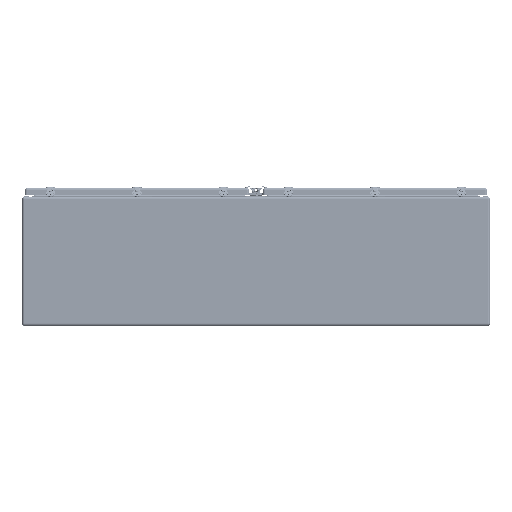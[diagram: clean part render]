
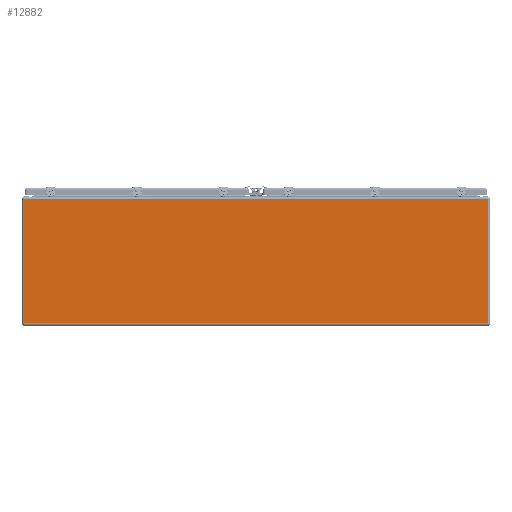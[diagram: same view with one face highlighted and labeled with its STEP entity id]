
A CAD part, front view. The second image highlights one B-rep face of the part: STEP entity #12882.
In plain terms, the highlighted face is planar.
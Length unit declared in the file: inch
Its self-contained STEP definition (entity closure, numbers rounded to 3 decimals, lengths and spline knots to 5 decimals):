
#1218=LINE($,#20459,#1823);
#1219=LINE($,#20461,#1824);
#1220=LINE($,#20463,#1825);
#1221=LINE($,#20464,#1826);
#1823=VECTOR($,#16148,19.2705);
#1824=VECTOR($,#16149,71.75);
#1825=VECTOR($,#16150,19.2705);
#1826=VECTOR($,#16151,71.75);
#3610=FACE_OUTER_BOUND($,#4530,.T.);
#4530=EDGE_LOOP($,(#9560,#9561,#9562,#9563));
#6665=VERTEX_POINT($,#20457);
#6666=VERTEX_POINT($,#20458);
#6667=VERTEX_POINT($,#20460);
#6668=VERTEX_POINT($,#20462);
#7831=EDGE_CURVE($,#6665,#6666,#1218,.T.);
#7832=EDGE_CURVE($,#6667,#6665,#1219,.T.);
#7833=EDGE_CURVE($,#6668,#6667,#1220,.T.);
#7834=EDGE_CURVE($,#6666,#6668,#1221,.T.);
#9560=ORIENTED_EDGE($,*,*,#7831,.F.);
#9561=ORIENTED_EDGE($,*,*,#7832,.F.);
#9562=ORIENTED_EDGE($,*,*,#7833,.F.);
#9563=ORIENTED_EDGE($,*,*,#7834,.F.);
#12573=PLANE($,#13935);
#12882=ADVANCED_FACE($,(#3610),#12573,.T.);
#13935=AXIS2_PLACEMENT_3D($,#20456,#16146,#16147);
#16146=DIRECTION('center_axis',(0.,0.,1.));
#16147=DIRECTION('ref_axis',(1.,0.,0.));
#16148=DIRECTION($,(0.,-1.,0.));
#16149=DIRECTION($,(1.,0.,0.));
#16150=DIRECTION($,(0.,1.,0.));
#16151=DIRECTION($,(-1.,0.,0.));
#20456=CARTESIAN_POINT('Origin',(0.,10.46349,45.25));
#20457=CARTESIAN_POINT('',(35.875,19.3955,45.25));
#20458=CARTESIAN_POINT('',(35.875,0.125,45.25));
#20459=CARTESIAN_POINT($,(35.875,19.3955,45.25));
#20460=CARTESIAN_POINT('',(-35.875,19.3955,45.25));
#20461=CARTESIAN_POINT($,(-35.875,19.3955,45.25));
#20462=CARTESIAN_POINT('',(-35.875,0.125,45.25));
#20463=CARTESIAN_POINT($,(-35.875,0.125,45.25));
#20464=CARTESIAN_POINT($,(35.875,0.125,45.25));
